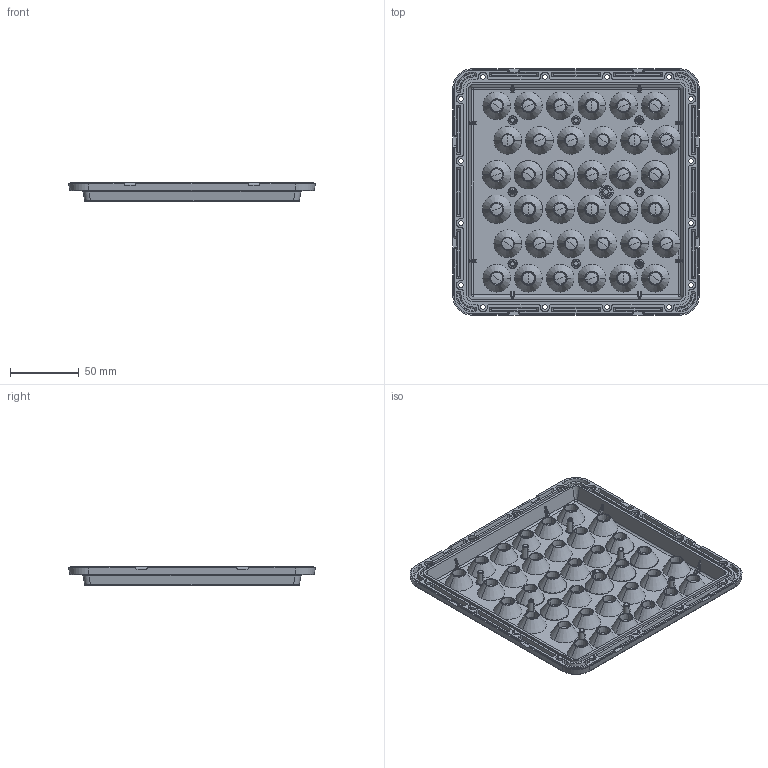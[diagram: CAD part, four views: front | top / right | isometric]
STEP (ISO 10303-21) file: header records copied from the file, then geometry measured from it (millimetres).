
FILE_DESCRIPTION((''),'2;1');
FILE_NAME('JY-20227-C3660-180180','2025-02-19T14:43:04',('Administrator'),(''),'CREO PARAMETRIC BY PTC INC, 2022414','CREO PARAMETRIC BY PTC INC, 2022414','');
FILE_SCHEMA(('CONFIG_CONTROL_DESIGN','SHAPE_APPEARANCE_LAYERS_GROUPS'));
Products named in the file (1): JY-20227-C3660-180180
Bounding box: 178.71 x 178.71 x 13.73 mm (x, y, z)
Volume: 140559.4 mm3; surface area: 97589.6 mm2
Topology: 1 solids, 1 shells, 1539 faces, 4052 edges, 2551 vertices
Faces by surface type: cylinder 541, plane 298, cone 275, bspline 124, extrusion 121, torus 106, revolution 72, sphere 2
Entity records: 56783 total; most frequent: CARTESIAN_POINT 19784, ORIENTED_EDGE 7956, DIRECTION 6767, EDGE_CURVE 3978, VERTEX_POINT 2551, AXIS2_PLACEMENT_3D 2478, VECTOR 1739, EDGE_LOOP 1681
